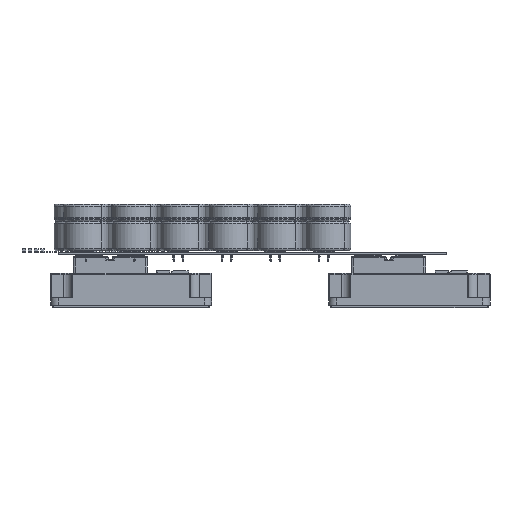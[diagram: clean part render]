
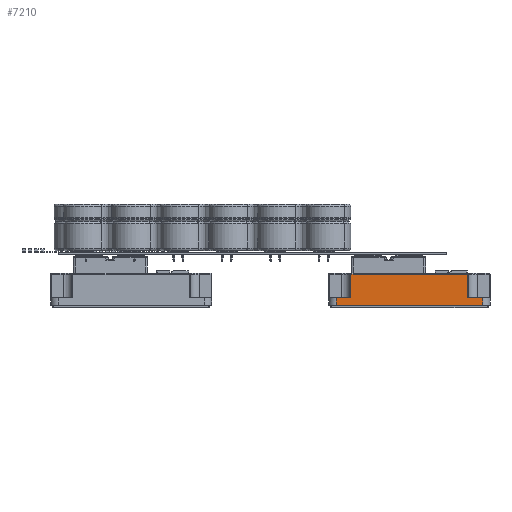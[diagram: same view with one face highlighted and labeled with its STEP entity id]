
A CAD part, left-side view. The second image highlights one B-rep face of the part: STEP entity #7210.
In plain terms, the highlighted face is planar.
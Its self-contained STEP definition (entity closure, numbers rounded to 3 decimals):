
#6302 = VERTEX_POINT('',#6303);
#6303 = CARTESIAN_POINT('',(103.632,78.74,1.676));
#6310 = EDGE_CURVE('',#6302,#6311,#6313,.T.);
#6311 = VERTEX_POINT('',#6312);
#6312 = CARTESIAN_POINT('',(103.632,78.74,7.112));
#6313 = LINE('',#6314,#6315);
#6314 = CARTESIAN_POINT('',(103.632,78.74,1.676));
#6315 = VECTOR('',#6316,1.);
#6316 = DIRECTION('',(0.,0.,1.));
#6406 = VERTEX_POINT('',#6407);
#6407 = CARTESIAN_POINT('',(3.81,78.74,1.676));
#6425 = VERTEX_POINT('',#6426);
#6426 = CARTESIAN_POINT('',(3.81,78.74,7.112));
#6433 = EDGE_CURVE('',#6425,#6406,#6434,.T.);
#6434 = LINE('',#6435,#6436);
#6435 = CARTESIAN_POINT('',(3.81,78.74,1.676));
#6436 = VECTOR('',#6437,1.);
#6437 = DIRECTION('',(0.,0.,-1.));
#7210 = ADVANCED_FACE('',(#7211),#7259,.T.);
#7211 = FACE_BOUND('',#7212,.T.);
#7212 = EDGE_LOOP('',(#7213,#7214,#7222,#7230,#7238,#7246,#7252,#7253));
#7213 = ORIENTED_EDGE('',*,*,#6433,.F.);
#7214 = ORIENTED_EDGE('',*,*,#7215,.T.);
#7215 = EDGE_CURVE('',#6425,#7216,#7218,.T.);
#7216 = VERTEX_POINT('',#7217);
#7217 = CARTESIAN_POINT('',(13.792,78.74,7.112));
#7218 = LINE('',#7219,#7220);
#7219 = CARTESIAN_POINT('',(57.977,78.74,7.112));
#7220 = VECTOR('',#7221,1.);
#7221 = DIRECTION('',(1.,0.,0.));
#7222 = ORIENTED_EDGE('',*,*,#7223,.F.);
#7223 = EDGE_CURVE('',#7224,#7216,#7226,.T.);
#7224 = VERTEX_POINT('',#7225);
#7225 = CARTESIAN_POINT('',(13.792,78.74,23.114));
#7226 = LINE('',#7227,#7228);
#7227 = CARTESIAN_POINT('',(13.792,78.74,12.649));
#7228 = VECTOR('',#7229,1.);
#7229 = DIRECTION('',(0.,0.,-1.));
#7230 = ORIENTED_EDGE('',*,*,#7231,.F.);
#7231 = EDGE_CURVE('',#7232,#7224,#7234,.T.);
#7232 = VERTEX_POINT('',#7233);
#7233 = CARTESIAN_POINT('',(93.65,78.74,23.114));
#7234 = LINE('',#7235,#7236);
#7235 = CARTESIAN_POINT('',(81.217,78.74,23.114));
#7236 = VECTOR('',#7237,1.);
#7237 = DIRECTION('',(-1.,0.,0.));
#7238 = ORIENTED_EDGE('',*,*,#7239,.F.);
#7239 = EDGE_CURVE('',#7240,#7232,#7242,.T.);
#7240 = VERTEX_POINT('',#7241);
#7241 = CARTESIAN_POINT('',(93.65,78.74,7.112));
#7242 = LINE('',#7243,#7244);
#7243 = CARTESIAN_POINT('',(93.65,78.74,12.649));
#7244 = VECTOR('',#7245,1.);
#7245 = DIRECTION('',(0.,0.,1.));
#7246 = ORIENTED_EDGE('',*,*,#7247,.T.);
#7247 = EDGE_CURVE('',#7240,#6311,#7248,.T.);
#7248 = LINE('',#7249,#7250);
#7249 = CARTESIAN_POINT('',(104.457,78.74,7.112));
#7250 = VECTOR('',#7251,1.);
#7251 = DIRECTION('',(1.,0.,0.));
#7252 = ORIENTED_EDGE('',*,*,#6310,.F.);
#7253 = ORIENTED_EDGE('',*,*,#7254,.T.);
#7254 = EDGE_CURVE('',#6302,#6406,#7255,.T.);
#7255 = LINE('',#7256,#7257);
#7256 = CARTESIAN_POINT('',(108.712,78.74,1.676));
#7257 = VECTOR('',#7258,1.);
#7258 = DIRECTION('',(-1.,0.,0.));
#7259 = PLANE('',#7260);
#7260 = AXIS2_PLACEMENT_3D('',#7261,#7262,#7263);
#7261 = CARTESIAN_POINT('',(108.712,78.74,1.676));
#7262 = DIRECTION('',(0.,1.,0.));
#7263 = DIRECTION('',(-1.,0.,0.));
